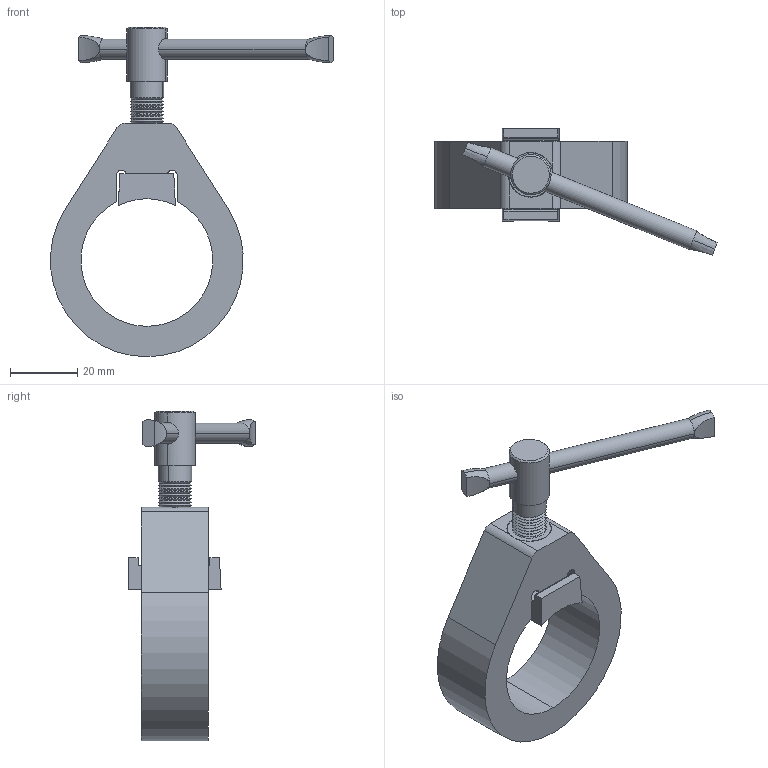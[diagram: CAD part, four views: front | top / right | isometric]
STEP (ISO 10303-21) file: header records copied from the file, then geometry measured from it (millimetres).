
FILE_DESCRIPTION (( 'STEP AP203' ), '1' );
FILE_NAME ('T53100.STEP', '2018-08-01T11:19:54', ( '' ), ( '' ), 'SwSTEP 2.0', 'SolidWorks 2016', '' );
FILE_SCHEMA (( 'CONFIG_CONTROL_DESIGN' ));
Length unit declared in the file: millimetre
Products named in the file (9): S0541-1; F629; S0541; TH2857; TH2856; T53100; S0541-2; TH2029_TH2029; TH1480
Assembly tree (8 placements, depth 4):
  T53100
    TH2857
      TH2856
        TH2029_TH2029
      F629
    TH1480
    S0541
      S0541-1
      S0541-2
Bounding box: 84.05 x 37.71 x 97.97 mm (x, y, z)
Volume: 39575.2 mm3; surface area: 16639.1 mm2
Topology: 5 solids, 5 shells, 176 faces, 389 edges, 220 vertices
Faces by surface type: cone 106, cylinder 36, plane 26, torus 8
Entity records: 6068 total; most frequent: CARTESIAN_POINT 1201, DIRECTION 903, ORIENTED_EDGE 778, EDGE_CURVE 389, AXIS2_PLACEMENT_3D 358, VERTEX_POINT 220, LINE 187, VECTOR 187
